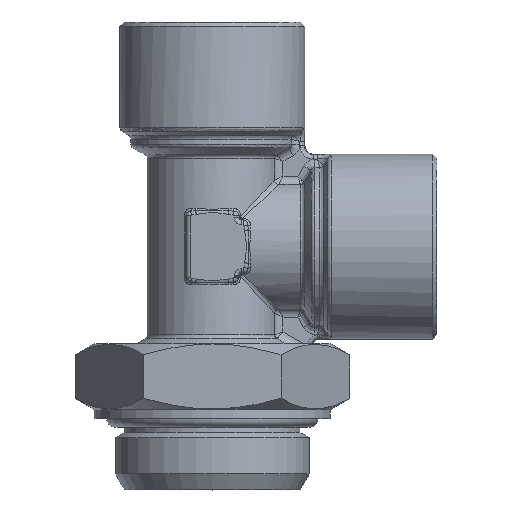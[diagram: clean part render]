
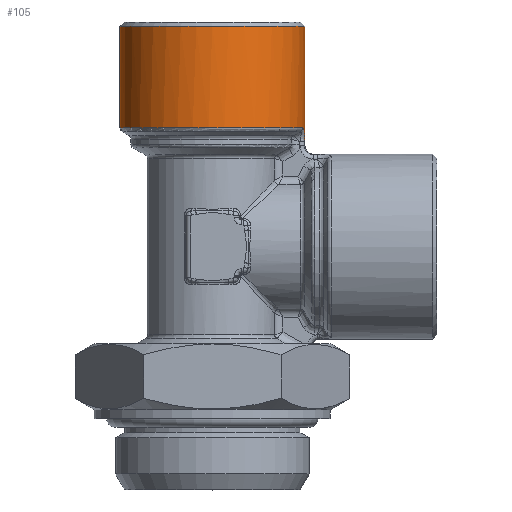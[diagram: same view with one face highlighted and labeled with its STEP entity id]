
A CAD part, top view. The second image highlights one B-rep face of the part: STEP entity #105.
In plain terms, the highlighted cylindrical face has radius 10.5 mm (diameter 21 mm), a full revolution.
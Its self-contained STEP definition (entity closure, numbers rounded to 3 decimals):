
#105 = ADVANCED_FACE( 'NONE', ( #441, #442 ), #443, .T. );
#441 = FACE_OUTER_BOUND( '', #1558, .T. );
#442 = FACE_OUTER_BOUND( '', #1559, .T. );
#443 = CYLINDRICAL_SURFACE( '', #1560, 10.5 );
#1558 = EDGE_LOOP( '', ( #5852, #5853, #5854, #5855, #5856, #5857 ) );
#1559 = EDGE_LOOP( '', ( #5858 ) );
#1560 = AXIS2_PLACEMENT_3D( '', #5859, #5860, #5861 );
#5852 = ORIENTED_EDGE( '', *, *, #7603, .T. );
#5853 = ORIENTED_EDGE( '', *, *, #7604, .T. );
#5854 = ORIENTED_EDGE( '', *, *, #7605, .T. );
#5855 = ORIENTED_EDGE( '', *, *, #7597, .T. );
#5856 = ORIENTED_EDGE( '', *, *, #7606, .T. );
#5857 = ORIENTED_EDGE( '', *, *, #7607, .T. );
#5858 = ORIENTED_EDGE( '', *, *, #7608, .T. );
#5859 = CARTESIAN_POINT( '', ( 0., 0., 0. ) );
#5860 = DIRECTION( '', ( 0., 1., 0. ) );
#5861 = DIRECTION( '', ( 0., 0., -1. ) );
#7597 = EDGE_CURVE( 'NONE', #8364, #8362, #8365, .T. );
#7603 = EDGE_CURVE( 'NONE', #8375, #8376, #8377, .T. );
#7604 = EDGE_CURVE( 'NONE', #8376, #8378, #8379, .T. );
#7605 = EDGE_CURVE( 'NONE', #8378, #8364, #8380, .T. );
#7606 = EDGE_CURVE( 'NONE', #8362, #8381, #8382, .T. );
#7607 = EDGE_CURVE( 'NONE', #8381, #8375, #8383, .T. );
#7608 = EDGE_CURVE( 'NONE', #8384, #8384, #8385, .T. );
#8362 = VERTEX_POINT( 'NONE', #9935 );
#8364 = VERTEX_POINT( 'NONE', #9950 );
#8365 = B_SPLINE_CURVE_WITH_KNOTS( '', 3, ( #9951, #9952, #9953, #9954, #9955, #9956, #9957, #9958, #9959, #9960, #9961 ), .UNSPECIFIED., .F., .F., ( 4, 1, 1, 1, 1, 1, 1, 1, 4 ), ( 0., 0.125, 0.25, 0.375, 0.5, 0.625, 0.75, 0.875, 1. ), .UNSPECIFIED. );
#8375 = VERTEX_POINT( 'NONE', #9999 );
#8376 = VERTEX_POINT( 'NONE', #10000 );
#8377 = CIRCLE( '', #10001, 10.5 );
#8378 = VERTEX_POINT( 'NONE', #10002 );
#8379 = B_SPLINE_CURVE_WITH_KNOTS( '', 3, ( #10003, #10004, #10005, #10006, #10007, #10008, #10009, #10010, #10011, #10012, #10013, #10014, #10015, #10016, #10017 ), .UNSPECIFIED., .F., .F., ( 4, 1, 1, 1, 1, 1, 1, 1, 1, 1, 1, 1, 4 ), ( 0., 0.051, 0.101, 0.151, 0.2, 0.25, 0.374, 0.5, 0.624, 0.751, 0.833, 0.916, 1. ), .UNSPECIFIED. );
#8380 = LINE( '', #10018, #10019 );
#8381 = VERTEX_POINT( 'NONE', #10020 );
#8382 = LINE( '', #10021, #10022 );
#8383 = B_SPLINE_CURVE_WITH_KNOTS( '', 3, ( #10023, #10024, #10025, #10026, #10027, #10028, #10029, #10030, #10031, #10032, #10033, #10034, #10035, #10036, #10037, #10038 ), .UNSPECIFIED., .F., .F., ( 4, 1, 1, 1, 1, 1, 1, 1, 1, 1, 1, 1, 1, 4 ), ( 0., 0.051, 0.101, 0.15, 0.2, 0.249, 0.376, 0.499, 0.626, 0.75, 0.812, 0.875, 0.937, 1. ), .UNSPECIFIED. );
#8384 = VERTEX_POINT( '', #10039 );
#8385 = CIRCLE( '', #10040, 10.5 );
#9935 = CARTESIAN_POINT( '', ( 10.447, 11.442, -1.05 ) );
#9950 = CARTESIAN_POINT( '', ( 10.447, 11.442, 1.05 ) );
#9951 = CARTESIAN_POINT( '', ( 10.447, 11.442, 1.05 ) );
#9952 = CARTESIAN_POINT( '', ( 10.455, 11.451, 0.963 ) );
#9953 = CARTESIAN_POINT( '', ( 10.472, 11.469, 0.789 ) );
#9954 = CARTESIAN_POINT( '', ( 10.488, 11.487, 0.526 ) );
#9955 = CARTESIAN_POINT( '', ( 10.498, 11.498, 0.263 ) );
#9956 = CARTESIAN_POINT( '', ( 10.501, 11.501, 0. ) );
#9957 = CARTESIAN_POINT( '', ( 10.498, 11.498, -0.263 ) );
#9958 = CARTESIAN_POINT( '', ( 10.488, 11.487, -0.526 ) );
#9959 = CARTESIAN_POINT( '', ( 10.472, 11.469, -0.789 ) );
#9960 = CARTESIAN_POINT( '', ( 10.455, 11.451, -0.963 ) );
#9961 = CARTESIAN_POINT( '', ( 10.447, 11.442, -1.05 ) );
#9999 = CARTESIAN_POINT( '', ( 10.212, 13.499, -2.442 ) );
#10000 = CARTESIAN_POINT( '', ( 10.212, 13.499, 2.442 ) );
#10001 = AXIS2_PLACEMENT_3D( '', #12755, #12756, #12757 );
#10002 = CARTESIAN_POINT( '', ( 10.447, 11.917, 1.05 ) );
#10003 = CARTESIAN_POINT( '', ( 10.212, 13.499, 2.442 ) );
#10004 = CARTESIAN_POINT( '', ( 10.221, 13.498, 2.403 ) );
#10005 = CARTESIAN_POINT( '', ( 10.239, 13.496, 2.326 ) );
#10006 = CARTESIAN_POINT( '', ( 10.265, 13.48, 2.211 ) );
#10007 = CARTESIAN_POINT( '', ( 10.288, 13.455, 2.098 ) );
#10008 = CARTESIAN_POINT( '', ( 10.31, 13.418, 1.989 ) );
#10009 = CARTESIAN_POINT( '', ( 10.34, 13.349, 1.83 ) );
#10010 = CARTESIAN_POINT( '', ( 10.374, 13.224, 1.63 ) );
#10011 = CARTESIAN_POINT( '', ( 10.404, 13.017, 1.421 ) );
#10012 = CARTESIAN_POINT( '', ( 10.425, 12.771, 1.254 ) );
#10013 = CARTESIAN_POINT( '', ( 10.437, 12.53, 1.149 ) );
#10014 = CARTESIAN_POINT( '', ( 10.443, 12.308, 1.088 ) );
#10015 = CARTESIAN_POINT( '', ( 10.447, 12.114, 1.056 ) );
#10016 = CARTESIAN_POINT( '', ( 10.447, 11.983, 1.052 ) );
#10017 = CARTESIAN_POINT( '', ( 10.447, 11.917, 1.05 ) );
#10018 = CARTESIAN_POINT( '', ( 10.447, 0., 1.05 ) );
#10019 = VECTOR( '', #12758, 1000. );
#10020 = CARTESIAN_POINT( '', ( 10.447, 11.917, -1.05 ) );
#10021 = CARTESIAN_POINT( '', ( 10.447, 0., -1.05 ) );
#10022 = VECTOR( '', #12759, 1000. );
#10023 = CARTESIAN_POINT( '', ( 10.447, 11.917, -1.05 ) );
#10024 = CARTESIAN_POINT( '', ( 10.447, 11.956, -1.051 ) );
#10025 = CARTESIAN_POINT( '', ( 10.447, 12.036, -1.052 ) );
#10026 = CARTESIAN_POINT( '', ( 10.446, 12.153, -1.064 ) );
#10027 = CARTESIAN_POINT( '', ( 10.444, 12.269, -1.082 ) );
#10028 = CARTESIAN_POINT( '', ( 10.441, 12.383, -1.109 ) );
#10029 = CARTESIAN_POINT( '', ( 10.436, 12.553, -1.16 ) );
#10030 = CARTESIAN_POINT( '', ( 10.425, 12.77, -1.254 ) );
#10031 = CARTESIAN_POINT( '', ( 10.404, 13.016, -1.42 ) );
#10032 = CARTESIAN_POINT( '', ( 10.374, 13.224, -1.629 ) );
#10033 = CARTESIAN_POINT( '', ( 10.339, 13.354, -1.837 ) );
#10034 = CARTESIAN_POINT( '', ( 10.305, 13.429, -2.015 ) );
#10035 = CARTESIAN_POINT( '', ( 10.277, 13.469, -2.155 ) );
#10036 = CARTESIAN_POINT( '', ( 10.246, 13.494, -2.298 ) );
#10037 = CARTESIAN_POINT( '', ( 10.223, 13.497, -2.394 ) );
#10038 = CARTESIAN_POINT( '', ( 10.212, 13.499, -2.442 ) );
#10039 = CARTESIAN_POINT( '', ( 0., 25., -10.5 ) );
#10040 = AXIS2_PLACEMENT_3D( '', #12760, #12761, #12762 );
#12755 = CARTESIAN_POINT( '', ( 0., 13.499, 0. ) );
#12756 = DIRECTION( '', ( 0., 1., 0. ) );
#12757 = DIRECTION( '', ( 0., 0., 1. ) );
#12758 = DIRECTION( '', ( 0., -1., 0. ) );
#12759 = DIRECTION( '', ( 0., 1., 0. ) );
#12760 = CARTESIAN_POINT( '', ( 0., 25., 0. ) );
#12761 = DIRECTION( '', ( 0., -1., 0. ) );
#12762 = DIRECTION( '', ( 0., 0., -1. ) );
